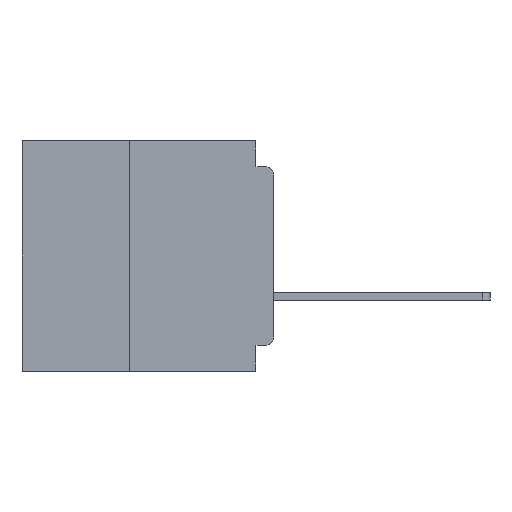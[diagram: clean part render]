
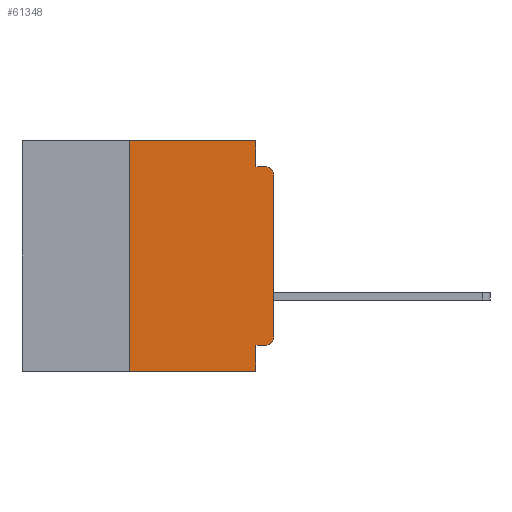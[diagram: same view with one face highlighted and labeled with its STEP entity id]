
A CAD part, left-side view. The second image highlights one B-rep face of the part: STEP entity #61348.
In plain terms, the highlighted planar face has unit normal (-1, 0, 0).
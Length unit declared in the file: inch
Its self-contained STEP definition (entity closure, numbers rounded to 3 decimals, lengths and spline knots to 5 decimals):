
#507 = EDGE_CURVE ( 'NONE', #45139, #25468, #5153, .T. ) ;
#935 = ORIENTED_EDGE ( 'NONE', *, *, #58911, .F. ) ;
#1604 = CARTESIAN_POINT ( 'NONE',  ( 0., 0.437, -0.4 ) ) ;
#3980 = CARTESIAN_POINT ( 'NONE',  ( 0., 0.015, -0.34 ) ) ;
#4679 = DIRECTION ( 'NONE',  ( -1., 0., 0. ) ) ;
#5153 = LINE ( 'NONE', #6139, #53106 ) ;
#5560 = DIRECTION ( 'NONE',  ( 0., 0., -1. ) ) ;
#6096 = CIRCLE ( 'NONE', #28681, 0.015 ) ;
#6139 = CARTESIAN_POINT ( 'NONE',  ( 0., 0.031, -0.4 ) ) ;
#6652 = VERTEX_POINT ( 'NONE', #52193 ) ;
#6798 = PLANE ( 'NONE',  #39967 ) ;
#6899 = EDGE_CURVE ( 'NONE', #6652, #25468, #42687, .T. ) ;
#8416 = AXIS2_PLACEMENT_3D ( 'NONE', #33525, #4679, #38316 ) ;
#8881 = DIRECTION ( 'NONE',  ( 0., 0., -1. ) ) ;
#9678 = ORIENTED_EDGE ( 'NONE', *, *, #43898, .F. ) ;
#10321 = VERTEX_POINT ( 'NONE', #47456 ) ;
#11095 = CARTESIAN_POINT ( 'NONE',  ( 0., 0.25, 0. ) ) ;
#11335 = ORIENTED_EDGE ( 'NONE', *, *, #507, .F. ) ;
#11637 = VECTOR ( 'NONE', #35394, 39.37008 ) ;
#11645 = DIRECTION ( 'NONE',  ( 1., 0., 0. ) ) ;
#13155 = LINE ( 'NONE', #33354, #49812 ) ;
#14761 = VERTEX_POINT ( 'NONE', #11095 ) ;
#15047 = VERTEX_POINT ( 'NONE', #58117 ) ;
#15414 = CARTESIAN_POINT ( 'NONE',  ( 0., 0.031, -0.355 ) ) ;
#15435 = CIRCLE ( 'NONE', #8416, 0.015 ) ;
#16473 = CARTESIAN_POINT ( 'NONE',  ( 0., 0.031, 0. ) ) ;
#17229 = VECTOR ( 'NONE', #30535, 39.37008 ) ;
#18601 = LINE ( 'NONE', #57539, #26895 ) ;
#20141 = VERTEX_POINT ( 'NONE', #50967 ) ;
#20385 = EDGE_CURVE ( 'NONE', #15047, #45139, #50252, .T. ) ;
#21077 = CARTESIAN_POINT ( 'NONE',  ( 0., 0.031, -0.4 ) ) ;
#22631 = ORIENTED_EDGE ( 'NONE', *, *, #44461, .F. ) ;
#22701 = ORIENTED_EDGE ( 'NONE', *, *, #58668, .T. ) ;
#25468 = VERTEX_POINT ( 'NONE', #21077 ) ;
#26895 = VECTOR ( 'NONE', #38626, 39.37008 ) ;
#28681 = AXIS2_PLACEMENT_3D ( 'NONE', #3980, #37649, #8881 ) ;
#29094 = CARTESIAN_POINT ( 'NONE',  ( 0., 0., -0.355 ) ) ;
#30186 = EDGE_CURVE ( 'NONE', #14761, #36219, #13155, .T. ) ;
#30535 = DIRECTION ( 'NONE',  ( 0., -1., 0. ) ) ;
#30575 = CARTESIAN_POINT ( 'NONE',  ( 0., 0.031, 0. ) ) ;
#31463 = ORIENTED_EDGE ( 'NONE', *, *, #20385, .F. ) ;
#33004 = EDGE_LOOP ( 'NONE', ( #33648, #22701, #9678, #935, #40527, #22631, #41176, #11335, #31463, #46448 ) ) ;
#33354 = CARTESIAN_POINT ( 'NONE',  ( 0., 0.437, 0. ) ) ;
#33525 = CARTESIAN_POINT ( 'NONE',  ( 0., 0.015, -0.06 ) ) ;
#33539 = LINE ( 'NONE', #43602, #43252 ) ;
#33648 = ORIENTED_EDGE ( 'NONE', *, *, #47279, .T. ) ;
#33891 = DIRECTION ( 'NONE',  ( 0., 1., 0. ) ) ;
#35296 = VECTOR ( 'NONE', #52037, 39.37008 ) ;
#35394 = DIRECTION ( 'NONE',  ( 0., 0., -1. ) ) ;
#35405 = CARTESIAN_POINT ( 'NONE',  ( 0., 0.437, 0. ) ) ;
#36219 = VERTEX_POINT ( 'NONE', #16473 ) ;
#37194 = LINE ( 'NONE', #30575, #11637 ) ;
#37649 = DIRECTION ( 'NONE',  ( -1., 0., 0. ) ) ;
#37788 = CARTESIAN_POINT ( 'NONE',  ( 0., 0., -0.06 ) ) ;
#38316 = DIRECTION ( 'NONE',  ( 0., 0., -1. ) ) ;
#38626 = DIRECTION ( 'NONE',  ( 0., -1., 0. ) ) ;
#39967 = AXIS2_PLACEMENT_3D ( 'NONE', #35405, #11645, #45203 ) ;
#40527 = ORIENTED_EDGE ( 'NONE', *, *, #30186, .F. ) ;
#41176 = ORIENTED_EDGE ( 'NONE', *, *, #6899, .T. ) ;
#42687 = LINE ( 'NONE', #1604, #17229 ) ;
#43252 = VECTOR ( 'NONE', #57890, 39.37008 ) ;
#43602 = CARTESIAN_POINT ( 'NONE',  ( 0., 0.25, -0.4 ) ) ;
#43898 = EDGE_CURVE ( 'NONE', #48185, #10321, #18601, .T. ) ;
#44461 = EDGE_CURVE ( 'NONE', #6652, #14761, #33539, .T. ) ;
#45139 = VERTEX_POINT ( 'NONE', #15414 ) ;
#45203 = DIRECTION ( 'NONE',  ( 0., 0., -1. ) ) ;
#46448 = ORIENTED_EDGE ( 'NONE', *, *, #52332, .T. ) ;
#47279 = EDGE_CURVE ( 'NONE', #20141, #48537, #47939, .T. ) ;
#47456 = CARTESIAN_POINT ( 'NONE',  ( 0., 0.015, -0.045 ) ) ;
#47939 = LINE ( 'NONE', #61428, #35296 ) ;
#48185 = VERTEX_POINT ( 'NONE', #54001 ) ;
#48537 = VERTEX_POINT ( 'NONE', #37788 ) ;
#48736 = VECTOR ( 'NONE', #33891, 39.37008 ) ;
#49812 = VECTOR ( 'NONE', #52473, 39.37008 ) ;
#50252 = LINE ( 'NONE', #29094, #48736 ) ;
#50967 = CARTESIAN_POINT ( 'NONE',  ( 0., 0., -0.34 ) ) ;
#52037 = DIRECTION ( 'NONE',  ( 0., 0., 1. ) ) ;
#52193 = CARTESIAN_POINT ( 'NONE',  ( 0., 0.25, -0.4 ) ) ;
#52332 = EDGE_CURVE ( 'NONE', #15047, #20141, #6096, .T. ) ;
#52473 = DIRECTION ( 'NONE',  ( 0., -1., 0. ) ) ;
#53106 = VECTOR ( 'NONE', #5560, 39.37008 ) ;
#54001 = CARTESIAN_POINT ( 'NONE',  ( 0., 0.031, -0.045 ) ) ;
#54299 = FACE_OUTER_BOUND ( 'NONE', #33004, .T. ) ;
#57539 = CARTESIAN_POINT ( 'NONE',  ( 0., 0., -0.045 ) ) ;
#57890 = DIRECTION ( 'NONE',  ( 0., 0., 1. ) ) ;
#58117 = CARTESIAN_POINT ( 'NONE',  ( 0., 0.015, -0.355 ) ) ;
#58668 = EDGE_CURVE ( 'NONE', #48537, #10321, #15435, .T. ) ;
#58911 = EDGE_CURVE ( 'NONE', #36219, #48185, #37194, .T. ) ;
#61348 = ADVANCED_FACE ( 'NONE', ( #54299 ), #6798, .F. ) ;
#61428 = CARTESIAN_POINT ( 'NONE',  ( 0., 0., 0. ) ) ;
